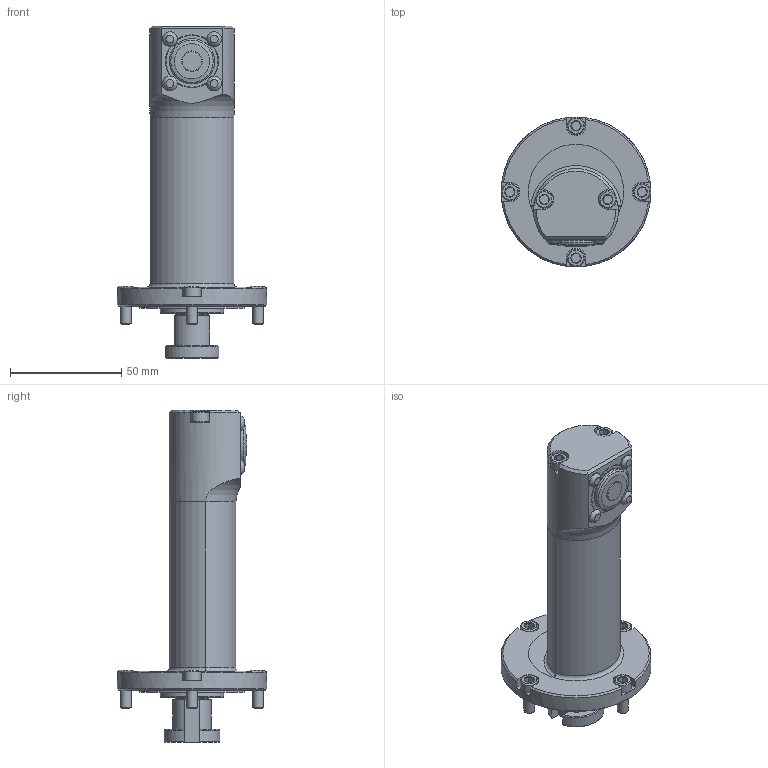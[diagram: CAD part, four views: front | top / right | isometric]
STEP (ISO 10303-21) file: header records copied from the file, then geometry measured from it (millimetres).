
FILE_DESCRIPTION (( 'STEP AP203' ), '1' );
FILE_NAME ('2MSTEL-D.STEP', '2015-06-20T16:02:04', ( '' ), ( '' ), 'SwSTEP 2.0', 'SolidWorks 2014', '' );
FILE_SCHEMA (( 'CONFIG_CONTROL_DESIGN' ));
Length unit declared in the file: inch
Products named in the file (1): 2MSTEL-D
Bounding box: 67.44 x 67.44 x 149.35 mm (x, y, z)
Volume: 146344.3 mm3; surface area: 26309.4 mm2
Topology: 1 solids, 1 shells, 222 faces, 479 edges, 288 vertices
Faces by surface type: plane 103, cone 68, cylinder 38, torus 9, sphere 4
Full cylindrical faces by diameter (mm): 3.505 x4, 4.826 x4, 6.655 x4, 7.925 x6, 9.271 x1, 15.062 x1, 20.193 x1, 20.345 x1, 28.575 x1, 47.625 x1, 67.437 x1
Entity records: 5993 total; most frequent: CARTESIAN_POINT 1427, DIRECTION 976, ORIENTED_EDGE 806, AXIS2_PLACEMENT_3D 411, EDGE_CURVE 403, EDGE_LOOP 311, VERTEX_POINT 264, FACE_OUTER_BOUND 255
